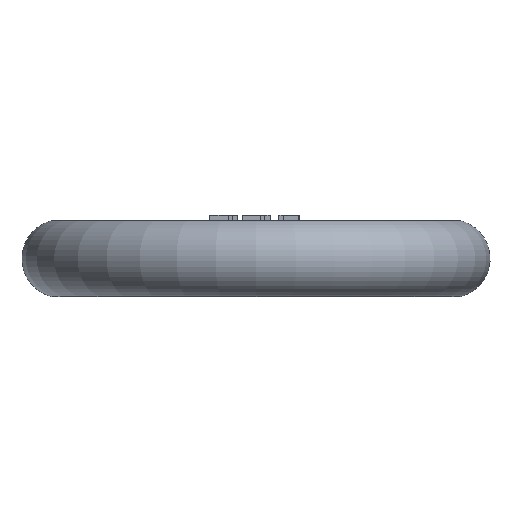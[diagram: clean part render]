
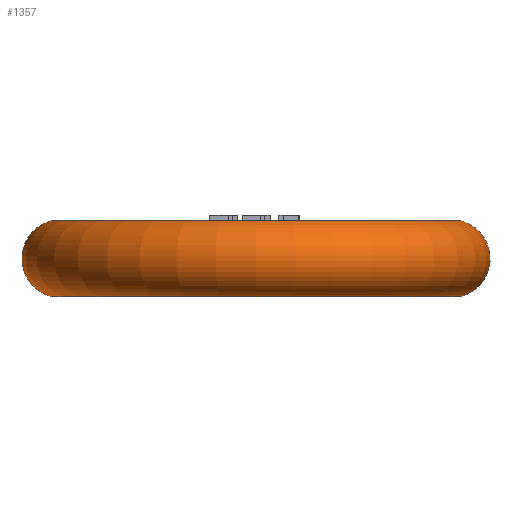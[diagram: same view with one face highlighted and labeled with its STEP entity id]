
A CAD part, front view. The second image highlights one B-rep face of the part: STEP entity #1357.
In plain terms, the highlighted toroidal (fillet/blend) face has major radius 25.714 mm and minor radius 5.163 mm.
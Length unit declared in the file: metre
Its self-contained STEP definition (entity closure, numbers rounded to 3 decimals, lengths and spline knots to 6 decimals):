
#17=TOROIDAL_SURFACE('',#1471,0.025714,0.005163);
#37=B_SPLINE_CURVE_WITH_KNOTS('',3,(#2347,#2348,#2349,#2350,#2351,#2352,
#2353),.UNSPECIFIED.,.F.,.F.,(4,1,1,1,4),(0.000086,0.003474,
0.006861,0.010249,0.013636),
 .UNSPECIFIED.);
#38=B_SPLINE_CURVE_WITH_KNOTS('',3,(#2355,#2356,#2357,#2358,#2359,#2360,
#2361),.UNSPECIFIED.,.F.,.F.,(4,1,1,1,4),(0.,0.003393,0.006786,
0.010179,0.013572),.UNSPECIFIED.);
#383=CIRCLE('',#1435,0.027);
#387=CIRCLE('',#1440,0.027);
#739=ORIENTED_EDGE('',*,*,#943,.F.);
#740=ORIENTED_EDGE('',*,*,#897,.F.);
#741=ORIENTED_EDGE('',*,*,#942,.T.);
#742=ORIENTED_EDGE('',*,*,#903,.T.);
#897=EDGE_CURVE('',#1051,#1052,#383,.T.);
#903=EDGE_CURVE('',#1054,#1053,#387,.T.);
#942=EDGE_CURVE('',#1051,#1054,#37,.T.);
#943=EDGE_CURVE('',#1052,#1053,#38,.T.);
#1051=VERTEX_POINT('',#2154);
#1052=VERTEX_POINT('',#2156);
#1053=VERTEX_POINT('',#2181);
#1054=VERTEX_POINT('',#2183);
#1166=EDGE_LOOP('',(#739,#740,#741,#742));
#1266=FACE_BOUND('',#1166,.T.);
#1357=ADVANCED_FACE('',(#1266),#17,.T.);
#1435=AXIS2_PLACEMENT_3D('',#2155,#1697,#1698);
#1440=AXIS2_PLACEMENT_3D('',#2182,#1707,#1708);
#1471=AXIS2_PLACEMENT_3D('',#2354,#1799,#1800);
#1697=DIRECTION('',(0.,0.,1.));
#1698=DIRECTION('',(1.,0.,0.));
#1707=DIRECTION('',(0.,0.,1.));
#1708=DIRECTION('',(1.,0.,0.));
#1799=DIRECTION('',(0.,0.,1.));
#1800=DIRECTION('',(1.,0.,0.));
#2154=CARTESIAN_POINT('',(-0.020976,0.017,0.01));
#2155=CARTESIAN_POINT('',(0.,0.,0.01));
#2156=CARTESIAN_POINT('',(0.020976,0.017,0.01));
#2181=CARTESIAN_POINT('',(0.020976,0.017,0.));
#2182=CARTESIAN_POINT('',(0.,0.,0.));
#2183=CARTESIAN_POINT('',(-0.020976,0.017,0.));
#2347=CARTESIAN_POINT('',(-0.020976,0.017,0.01));
#2348=CARTESIAN_POINT('',(-0.021902,0.017613,0.009716));
#2349=CARTESIAN_POINT('',(-0.023553,0.018725,0.008411));
#2350=CARTESIAN_POINT('',(-0.02453,0.019388,0.005007));
#2351=CARTESIAN_POINT('',(-0.023566,0.018733,0.001605));
#2352=CARTESIAN_POINT('',(-0.021902,0.017613,0.000284));
#2353=CARTESIAN_POINT('',(-0.020976,0.017,0.));
#2354=CARTESIAN_POINT('',(0.,0.,0.005));
#2355=CARTESIAN_POINT('',(0.020976,0.017,0.01));
#2356=CARTESIAN_POINT('',(0.021903,0.017614,0.009716));
#2357=CARTESIAN_POINT('',(0.023554,0.018725,0.008409));
#2358=CARTESIAN_POINT('',(0.024531,0.019389,0.005004));
#2359=CARTESIAN_POINT('',(0.02356,0.018729,0.001598));
#2360=CARTESIAN_POINT('',(0.021903,0.017614,0.000284));
#2361=CARTESIAN_POINT('',(0.020976,0.017,0.));
